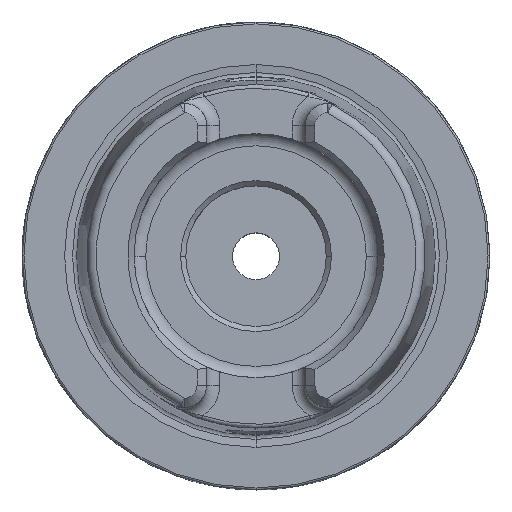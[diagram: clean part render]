
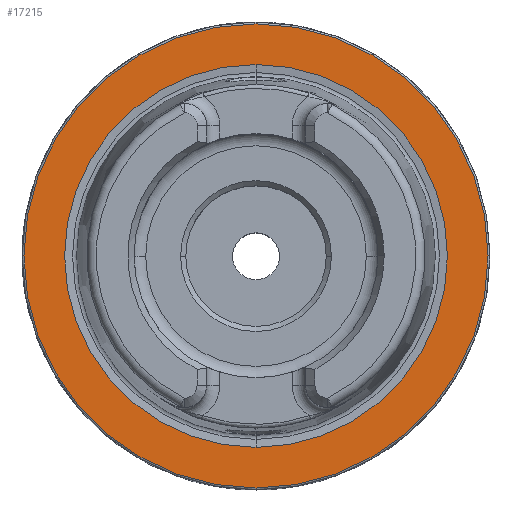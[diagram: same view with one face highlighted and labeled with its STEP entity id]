
A CAD part, top view. The second image highlights one B-rep face of the part: STEP entity #17215.
In plain terms, the highlighted planar face has unit normal (0, 0, 1).
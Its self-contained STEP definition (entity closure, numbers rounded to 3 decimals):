
#1400 = ORIENTED_EDGE ( 'NONE', *, *, #8721, .T. ) ;
#1464 = CARTESIAN_POINT ( 'NONE',  ( 0., 20.434, 0. ) ) ;
#1625 = CIRCLE ( 'NONE', #9206, 20.434 ) ;
#1684 = FACE_BOUND ( 'NONE', #13504, .T. ) ;
#1804 = DIRECTION ( 'NONE',  ( 0., 0., 1. ) ) ;
#2922 = CARTESIAN_POINT ( 'NONE',  ( 0., 24.775, 0. ) ) ;
#3108 = DIRECTION ( 'NONE',  ( 0., 0., -1. ) ) ;
#3534 = CARTESIAN_POINT ( 'NONE',  ( 0., 0., 0. ) ) ;
#3606 = CARTESIAN_POINT ( 'NONE',  ( 0., 0., 0. ) ) ;
#4066 = AXIS2_PLACEMENT_3D ( 'NONE', #3534, #13226, #4919 ) ;
#4332 = CIRCLE ( 'NONE', #16358, 20.434 ) ;
#4560 = VERTEX_POINT ( 'NONE', #9414 ) ;
#4919 = DIRECTION ( 'NONE',  ( 0., -1., 0. ) ) ;
#4997 = DIRECTION ( 'NONE',  ( 0., -1., 0. ) ) ;
#5243 = AXIS2_PLACEMENT_3D ( 'NONE', #3606, #13309, #4997 ) ;
#5351 = FACE_OUTER_BOUND ( 'NONE', #12457, .T. ) ;
#5776 = VERTEX_POINT ( 'NONE', #1464 ) ;
#6226 = CARTESIAN_POINT ( 'NONE',  ( 0., 0., 0. ) ) ;
#7019 = EDGE_CURVE ( 'NONE', #4560, #14886, #17482, .T. ) ;
#7627 = DIRECTION ( 'NONE',  ( 0., 1., 0. ) ) ;
#7687 = CIRCLE ( 'NONE', #5243, 24.775 ) ;
#8721 = EDGE_CURVE ( 'NONE', #14748, #5776, #1625, .T. ) ;
#9206 = AXIS2_PLACEMENT_3D ( 'NONE', #6226, #15878, #7627 ) ;
#9414 = CARTESIAN_POINT ( 'NONE',  ( 0., -24.775, 0. ) ) ;
#10054 = PLANE ( 'NONE',  #11536 ) ;
#10114 = CARTESIAN_POINT ( 'NONE',  ( 0., 24.975, 0. ) ) ;
#10786 = EDGE_CURVE ( 'NONE', #14886, #4560, #7687, .T. ) ;
#11408 = CARTESIAN_POINT ( 'NONE',  ( 0., 0., 0. ) ) ;
#11515 = DIRECTION ( 'NONE',  ( 0., -1., 0. ) ) ;
#11536 = AXIS2_PLACEMENT_3D ( 'NONE', #10114, #1804, #11515 ) ;
#12457 = EDGE_LOOP ( 'NONE', ( #16377, #14179 ) ) ;
#12806 = DIRECTION ( 'NONE',  ( 0., 1., 0. ) ) ;
#13226 = DIRECTION ( 'NONE',  ( 0., 0., 1. ) ) ;
#13309 = DIRECTION ( 'NONE',  ( 0., 0., 1. ) ) ;
#13504 = EDGE_LOOP ( 'NONE', ( #1400, #17290 ) ) ;
#14179 = ORIENTED_EDGE ( 'NONE', *, *, #10786, .T. ) ;
#14748 = VERTEX_POINT ( 'NONE', #16549 ) ;
#14886 = VERTEX_POINT ( 'NONE', #2922 ) ;
#14996 = EDGE_CURVE ( 'NONE', #5776, #14748, #4332, .T. ) ;
#15878 = DIRECTION ( 'NONE',  ( 0., 0., -1. ) ) ;
#16358 = AXIS2_PLACEMENT_3D ( 'NONE', #11408, #3108, #12806 ) ;
#16377 = ORIENTED_EDGE ( 'NONE', *, *, #7019, .T. ) ;
#16549 = CARTESIAN_POINT ( 'NONE',  ( 0., -20.434, 0. ) ) ;
#17215 = ADVANCED_FACE ( 'NONE', ( #5351, #1684 ), #10054, .T. ) ;
#17290 = ORIENTED_EDGE ( 'NONE', *, *, #14996, .T. ) ;
#17482 = CIRCLE ( 'NONE', #4066, 24.775 ) ;
